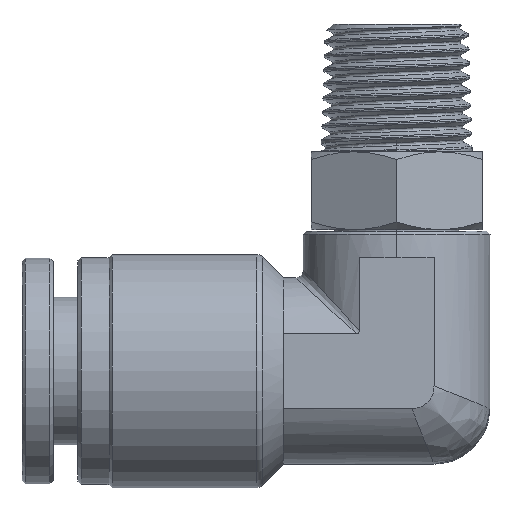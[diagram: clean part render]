
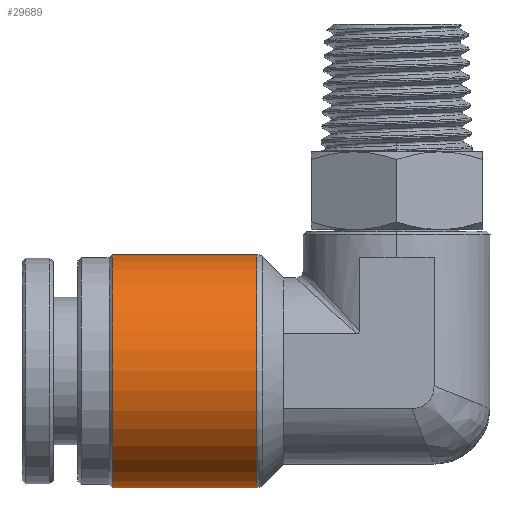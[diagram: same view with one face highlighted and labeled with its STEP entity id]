
A CAD part, left-side view. The second image highlights one B-rep face of the part: STEP entity #29689.
In plain terms, the highlighted cylindrical face has radius 7.5 mm (diameter 15 mm), a partial arc.
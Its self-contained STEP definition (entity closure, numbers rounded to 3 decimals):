
#1627 = LINE ( 'NONE', #14265, #26479 ) ;
#2193 = VERTEX_POINT ( 'NONE', #23794 ) ;
#3379 = EDGE_CURVE ( 'NONE', #9002, #8740, #1627, .T. ) ;
#3590 = ORIENTED_EDGE ( 'NONE', *, *, #3379, .T. ) ;
#4099 = VERTEX_POINT ( 'NONE', #6796 ) ;
#5169 = EDGE_LOOP ( 'NONE', ( #29507, #25466, #3590, #30055 ) ) ;
#6796 = CARTESIAN_POINT ( 'NONE',  ( 0., -0.093, 7.5 ) ) ;
#7701 = VECTOR ( 'NONE', #27053, 1000. ) ;
#8740 = VERTEX_POINT ( 'NONE', #10064 ) ;
#9002 = VERTEX_POINT ( 'NONE', #9931 ) ;
#9371 = DIRECTION ( 'NONE',  ( 0., -1., 0. ) ) ;
#9931 = CARTESIAN_POINT ( 'NONE',  ( 0., 9.2, -7.5 ) ) ;
#10064 = CARTESIAN_POINT ( 'NONE',  ( 0., -0.093, -7.5 ) ) ;
#10569 = CARTESIAN_POINT ( 'NONE',  ( 0., 9.2, 0. ) ) ;
#11962 = CYLINDRICAL_SURFACE ( 'NONE', #17995, 7.5 ) ;
#12953 = DIRECTION ( 'NONE',  ( 0., 0., 1. ) ) ;
#13765 = DIRECTION ( 'NONE',  ( 0., 1., 0. ) ) ;
#13787 = AXIS2_PLACEMENT_3D ( 'NONE', #28201, #13765, #30654 ) ;
#14060 = LINE ( 'NONE', #19996, #7701 ) ;
#14265 = CARTESIAN_POINT ( 'NONE',  ( 0., 11.4, -7.5 ) ) ;
#17313 = CIRCLE ( 'NONE', #13787, 7.5 ) ;
#17995 = AXIS2_PLACEMENT_3D ( 'NONE', #23219, #18603, #28322 ) ;
#18603 = DIRECTION ( 'NONE',  ( 0., -1., 0. ) ) ;
#19996 = CARTESIAN_POINT ( 'NONE',  ( 0., 11.4, 7.5 ) ) ;
#20299 = EDGE_CURVE ( 'NONE', #8740, #4099, #17313, .T. ) ;
#20578 = FACE_OUTER_BOUND ( 'NONE', #5169, .T. ) ;
#23219 = CARTESIAN_POINT ( 'NONE',  ( 0., 11.4, 0. ) ) ;
#23794 = CARTESIAN_POINT ( 'NONE',  ( 0., 9.2, 7.5 ) ) ;
#23844 = CIRCLE ( 'NONE', #26423, 7.5 ) ;
#24314 = EDGE_CURVE ( 'NONE', #2193, #4099, #14060, .T. ) ;
#24318 = EDGE_CURVE ( 'NONE', #2193, #9002, #23844, .T. ) ;
#25466 = ORIENTED_EDGE ( 'NONE', *, *, #24318, .T. ) ;
#26423 = AXIS2_PLACEMENT_3D ( 'NONE', #10569, #27368, #12953 ) ;
#26479 = VECTOR ( 'NONE', #9371, 1000. ) ;
#27053 = DIRECTION ( 'NONE',  ( 0., -1., 0. ) ) ;
#27368 = DIRECTION ( 'NONE',  ( 0., -1., 0. ) ) ;
#28201 = CARTESIAN_POINT ( 'NONE',  ( 0., -0.093, 0. ) ) ;
#28322 = DIRECTION ( 'NONE',  ( 0., 0., -1. ) ) ;
#29507 = ORIENTED_EDGE ( 'NONE', *, *, #24314, .F. ) ;
#29689 = ADVANCED_FACE ( 'NONE', ( #20578 ), #11962, .T. ) ;
#30055 = ORIENTED_EDGE ( 'NONE', *, *, #20299, .T. ) ;
#30654 = DIRECTION ( 'NONE',  ( 0., 0., -1. ) ) ;
